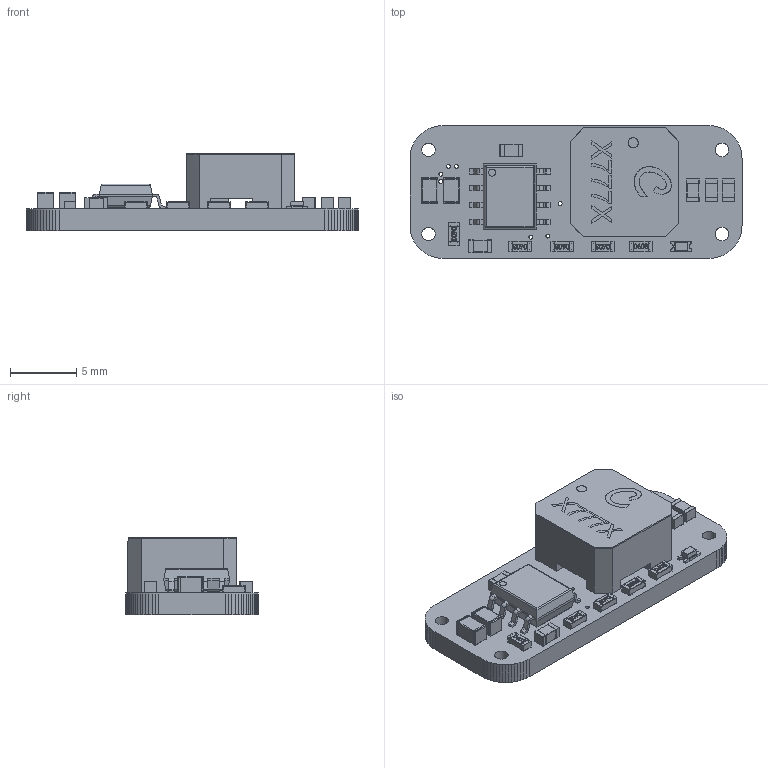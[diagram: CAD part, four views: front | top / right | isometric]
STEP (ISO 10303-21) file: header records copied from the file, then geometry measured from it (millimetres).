
FILE_DESCRIPTION(('PCB Model'),'2;1');
FILE_NAME('10358.STEP','2026-03-14T12:59:15',( 'Pritesh'),('Unspecified'),'Open CASCADE STEP processor 7.6', 'Proteus','Unknown');
FILE_SCHEMA(('AUTOMOTIVE_DESIGN { 1 0 10303 214 1 1 1 1 }'));
Length unit declared in the file: millimetre
Products named in the file (55): Proteus PCB Model; Board; U1; Package; Body_1; C4; =>[0:1:1:3]; =>[0:1:1:4]; =>[0:1:1:5]; =>[0:1:1:6]; L1; C3; C5; C6; R1; R2; R5; D1; NAUO1; NAUO2; NAUO3; NAUO4; NAUO5; R3; C7; R4; C2; Part 3; Part 2; Part 1; C1
Assembly tree (65 placements, depth 5):
  Proteus PCB Model
    Board
    U1
      Package
        Body_1
    C4
      Package
        Body_1
          =>[0:1:1:3]
          =>[0:1:1:4]
          =>[0:1:1:5]
          =>[0:1:1:6]
    L1
      Package
        Body_1
    C3
      Package
        Body_1
          =>[0:1:1:3]
          =>[0:1:1:4]
          =>[0:1:1:5]
          =>[0:1:1:6]
    C5
      Package
        Body_1
          =>[0:1:1:3]
          =>[0:1:1:4]
          =>[0:1:1:5]
          =>[0:1:1:6]
    C6
      Package
        Body_1
          =>[0:1:1:3]
          =>[0:1:1:4]
          =>[0:1:1:5]
          =>[0:1:1:6]
    R1
      Package
        Body_1
          =>[0:1:1:3]
          =>[0:1:1:4]
          =>[0:1:1:5]
          =>[0:1:1:6]
    R2
      Package
        Body_1
          =>[0:1:1:3]
          =>[0:1:1:4]
          =>[0:1:1:5]
          =>[0:1:1:6]
    R5
      Package
        Body_1
          =>[0:1:1:3]
          =>[0:1:1:4]
          =>[0:1:1:5]
          =>[0:1:1:6]
    D1
      Package
        Body_1
Bounding box: 25 x 10 x 5.84 mm (x, y, z)
Volume: 680.2 mm3; surface area: 1112.6 mm2
Topology: 53 solids, 54 shells, 1579 faces, 3950 edges, 2426 vertices
Faces by surface type: plane 949, cylinder 303, bspline 231, sphere 96
Full cylindrical faces by diameter (mm): 0.3 x16, 1.016 x4
Entity records: 28983 total; most frequent: CARTESIAN_POINT 7619, ORIENTED_EDGE 3290, DIRECTION 2951, EDGE_CURVE 1646, LINE 1223, VECTOR 1223, VERTEX_POINT 1042, AXIS2_PLACEMENT_3D 864
